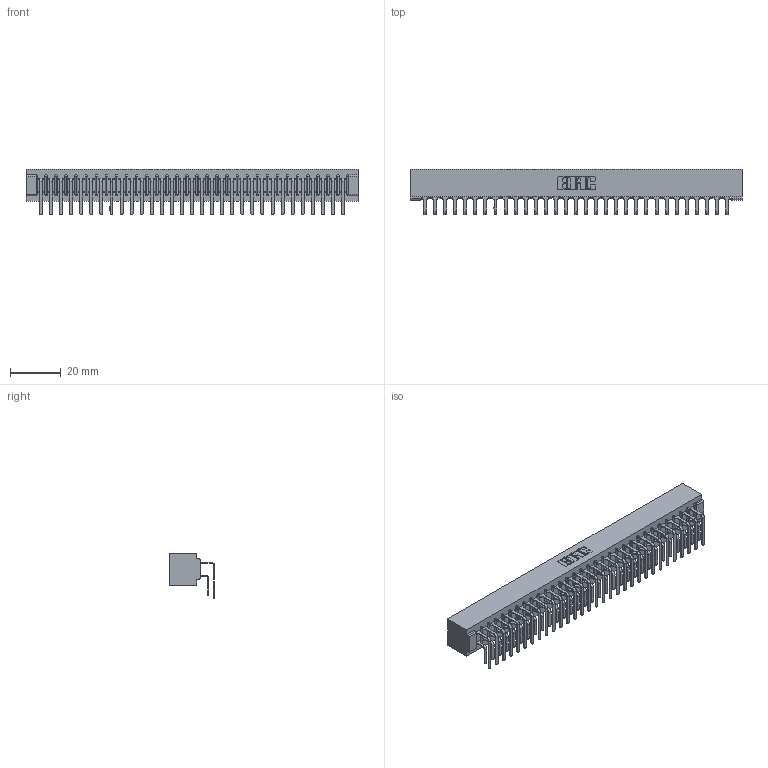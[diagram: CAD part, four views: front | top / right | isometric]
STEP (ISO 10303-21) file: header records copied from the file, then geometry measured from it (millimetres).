
FILE_DESCRIPTION (( 'STEP AP203' ), '1' );
FILE_NAME ('357-031-459-101.STEP', '2020-10-02T03:15:53', ( '' ), ( '' ), 'SwSTEP 2.0', 'SolidWorks 2020', '' );
FILE_SCHEMA (( 'CONFIG_CONTROL_DESIGN' ));
Length unit declared in the file: inch
Products named in the file (4): 357-031-459-101; 307-290-001_558 559 - 1 (Single); 307 Part_No Mounting Lugs; 307-290-001_559 - 2 (Single)
Assembly tree (63 placements, depth 2):
  357-031-459-101
    307 Part_No Mounting Lugs
    307-290-001_558 559 - 1 (Single)  x31
    307-290-001_559 - 2 (Single)  x31
Bounding box: 130.71 x 17.69 x 18.07 mm (x, y, z)
Volume: 14643.8 mm3; surface area: 19611.6 mm2
Topology: 63 solids, 63 shells, 3242 faces, 9103 edges, 5898 vertices
Faces by surface type: plane 2112, cylinder 1066, sphere 64
Entity records: 30093 total; most frequent: CARTESIAN_POINT 4925, ORIENTED_EDGE 4878, DIRECTION 4827, EDGE_CURVE 2439, VECTOR 1867, LINE 1867, VERTEX_POINT 1578, AXIS2_PLACEMENT_3D 1480
